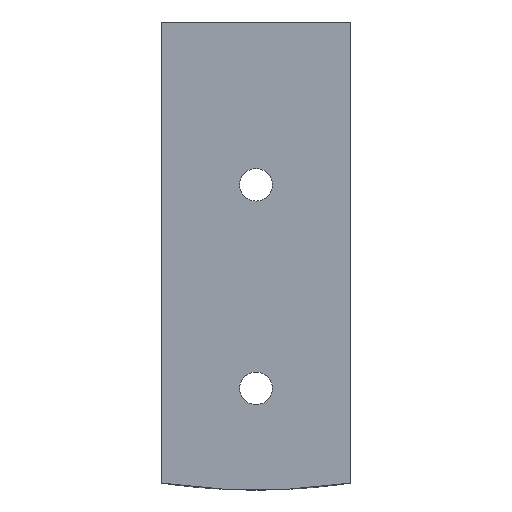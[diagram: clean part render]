
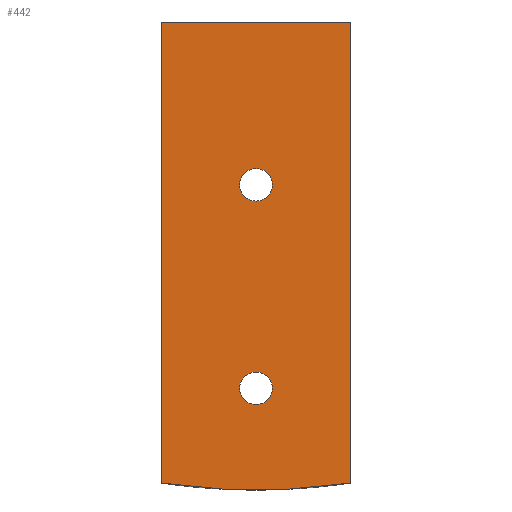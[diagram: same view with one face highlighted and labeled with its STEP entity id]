
A CAD part, front view. The second image highlights one B-rep face of the part: STEP entity #442.
In plain terms, the highlighted planar face has unit normal (0, -1, 0).
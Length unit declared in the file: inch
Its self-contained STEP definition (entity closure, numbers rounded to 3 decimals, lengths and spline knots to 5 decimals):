
#22=FACE_BOUND($,#78,.T.);
#23=FACE_BOUND($,#79,.T.);
#29=CIRCLE($,#470,2.375);
#30=CIRCLE($,#471,0.06);
#31=CIRCLE($,#472,0.06);
#54=FACE_OUTER_BOUND($,#77,.T.);
#77=EDGE_LOOP($,(#308,#309,#310,#311));
#78=EDGE_LOOP($,(#312));
#79=EDGE_LOOP($,(#313));
#107=LINE($,#657,#149);
#108=LINE($,#661,#150);
#112=LINE($,#668,#154);
#149=VECTOR($,#519,1.69907);
#150=VECTOR($,#522,1.69907);
#154=VECTOR($,#528,0.7);
#188=VERTEX_POINT($,#650);
#191=VERTEX_POINT($,#655);
#192=VERTEX_POINT($,#659);
#193=VERTEX_POINT($,#660);
#196=VERTEX_POINT($,#672);
#197=VERTEX_POINT($,#674);
#235=EDGE_CURVE($,#191,#188,#107,.T.);
#236=EDGE_CURVE($,#192,#193,#108,.T.);
#240=EDGE_CURVE($,#193,#191,#112,.T.);
#242=EDGE_CURVE($,#192,#188,#29,.T.);
#243=EDGE_CURVE($,#196,#196,#30,.T.);
#244=EDGE_CURVE($,#197,#197,#31,.T.);
#308=ORIENTED_EDGE($,*,*,#235,.F.);
#309=ORIENTED_EDGE($,*,*,#240,.F.);
#310=ORIENTED_EDGE($,*,*,#236,.F.);
#311=ORIENTED_EDGE($,*,*,#242,.T.);
#312=ORIENTED_EDGE($,*,*,#243,.T.);
#313=ORIENTED_EDGE($,*,*,#244,.T.);
#427=PLANE($,#469);
#442=ADVANCED_FACE($,(#54,#22,#23),#427,.F.);
#469=AXIS2_PLACEMENT_3D($,#670,#530,#531);
#470=AXIS2_PLACEMENT_3D($,#671,#532,#533);
#471=AXIS2_PLACEMENT_3D($,#673,#534,#535);
#472=AXIS2_PLACEMENT_3D($,#675,#536,#537);
#519=DIRECTION($,(0.,0.,-1.));
#522=DIRECTION($,(0.,0.,1.));
#528=DIRECTION($,(1.,0.,0.));
#530=DIRECTION('center_axis',(0.,1.,0.));
#531=DIRECTION('ref_axis',(0.,0.,1.));
#532=DIRECTION('center_axis',(0.,-1.,0.));
#533=DIRECTION('ref_axis',(1.,0.,0.));
#534=DIRECTION('center_axis',(0.,1.,0.));
#535=DIRECTION('ref_axis',(-1.,0.,0.));
#536=DIRECTION('center_axis',(0.,1.,0.));
#537=DIRECTION('ref_axis',(-1.,0.,0.));
#650=CARTESIAN_POINT('',(0.35,0.,-2.34907));
#655=CARTESIAN_POINT('',(0.35,0.,-0.65));
#657=CARTESIAN_POINT($,(0.35,0.,-1.44788));
#659=CARTESIAN_POINT('',(-0.35,0.,-2.34907));
#660=CARTESIAN_POINT('',(-0.35,0.,-0.65));
#661=CARTESIAN_POINT($,(-0.35,0.,-0.325));
#668=CARTESIAN_POINT($,(0.175,0.,-0.65));
#670=CARTESIAN_POINT('Origin',(0.,0.,0.));
#671=CARTESIAN_POINT('Origin',(0.,0.,0.));
#672=CARTESIAN_POINT('',(0.06,0.,-1.25));
#673=CARTESIAN_POINT('Origin',(0.,0.,-1.25));
#674=CARTESIAN_POINT('',(0.06,0.,-2.));
#675=CARTESIAN_POINT('Origin',(0.,0.,-2.));
